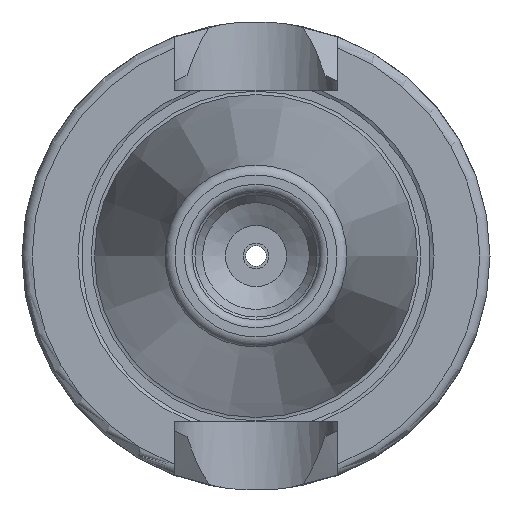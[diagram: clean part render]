
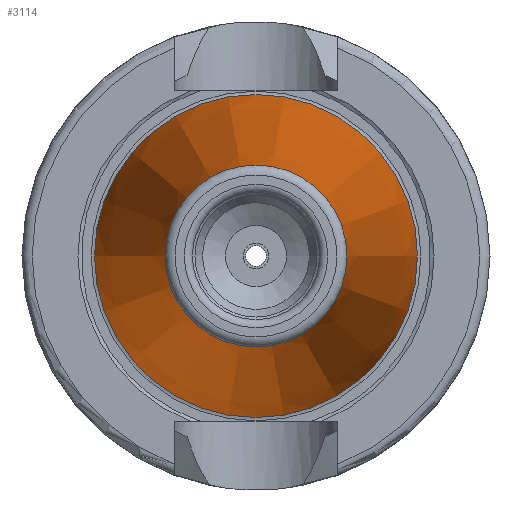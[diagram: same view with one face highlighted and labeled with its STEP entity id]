
A CAD part, left-side view. The second image highlights one B-rep face of the part: STEP entity #3114.
In plain terms, the highlighted conical face has half-angle 8.297 degrees and reference radius 12.408 mm.
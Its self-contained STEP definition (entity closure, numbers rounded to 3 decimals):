
#3080=CARTESIAN_POINT('',(-47.544,8.941,0.0));
#3081=VERTEX_POINT('',#3080);
#3082=CARTESIAN_POINT('',(-47.544,0.,0.0));
#3083=DIRECTION('',(1.0,0.0,0.0));
#3084=DIRECTION('',(0.0,1.0,0.0));
#3085=AXIS2_PLACEMENT_3D('',#3082,#3083,#3084);
#3086=CIRCLE('',#3085,8.941);
#3087=EDGE_CURVE('',#3081,#3081,#3086,.T.);
#3095=CARTESIAN_POINT('',(-23.772,0.,0.0));
#3096=DIRECTION('',(1.0,0.,0.0));
#3097=DIRECTION('',(0.0,1.0,0.0));
#3098=AXIS2_PLACEMENT_3D('',#3095,#3096,#3097);
#3099=CONICAL_SURFACE('',#3098,12.408,8.297);
#3100=CARTESIAN_POINT('',(0.0,15.875,0.0));
#3101=VERTEX_POINT('',#3100);
#3102=CARTESIAN_POINT('',(0.,0.,0.0));
#3103=DIRECTION('',(1.0,0.0,0.0));
#3104=DIRECTION('',(0.0,1.0,0.0));
#3105=AXIS2_PLACEMENT_3D('',#3102,#3103,#3104);
#3106=CIRCLE('',#3105,15.875);
#3107=EDGE_CURVE('',#3101,#3101,#3106,.T.);
#3108=ORIENTED_EDGE('',*,*,#3107,.F.);
#3109=EDGE_LOOP('',(#3108));
#3110=FACE_OUTER_BOUND('',#3109,.T.);
#3111=ORIENTED_EDGE('',*,*,#3087,.T.);
#3112=EDGE_LOOP('',(#3111));
#3113=FACE_BOUND('',#3112,.T.);
#3114=ADVANCED_FACE('',(#3110,#3113),#3099,.T.);
